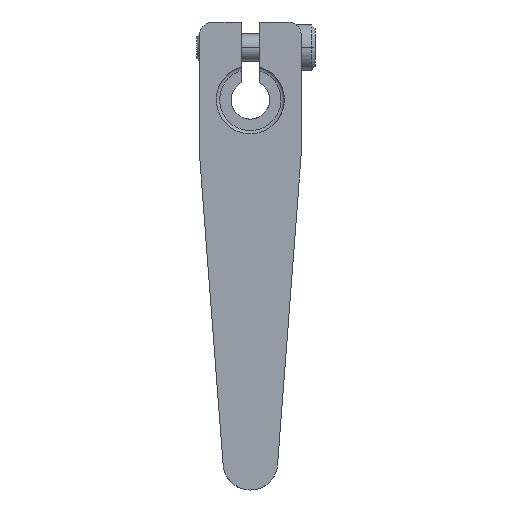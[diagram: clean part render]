
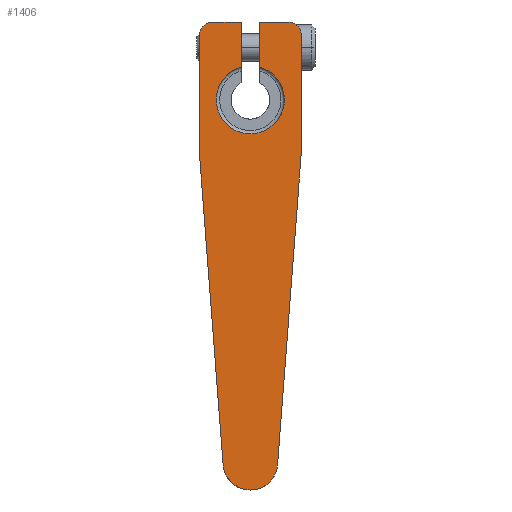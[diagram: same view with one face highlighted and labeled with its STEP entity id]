
A CAD part, front view. The second image highlights one B-rep face of the part: STEP entity #1406.
In plain terms, the highlighted planar face has unit normal (0, -1, 0).
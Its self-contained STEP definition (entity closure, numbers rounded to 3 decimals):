
#114=DIRECTION('',(0.,0.,-1.));
#115=VECTOR('',#114,9.897);
#116=CARTESIAN_POINT('',(2.,0.,17.125));
#117=LINE('',#116,#115);
#122=DIRECTION('',(1.,0.,0.));
#123=VECTOR('',#122,6.25);
#124=CARTESIAN_POINT('',(2.,0.,17.125));
#125=LINE('',#124,#123);
#129=CARTESIAN_POINT('',(8.25,0.,14.125));
#130=DIRECTION('',(0.,-1.,0.));
#131=DIRECTION('',(1.,0.,0.));
#132=AXIS2_PLACEMENT_3D('',#129,#130,#131);
#137=DIRECTION('',(0.,0.,-1.));
#138=VECTOR('',#137,25.375);
#139=CARTESIAN_POINT('',(11.25,0.,14.125));
#140=LINE('',#139,#138);
#144=DIRECTION('',(-0.076,0.,-0.997));
#145=VECTOR('',#144,69.271);
#146=CARTESIAN_POINT('',(11.25,0.,-11.25));
#147=LINE('',#146,#145);
#151=CARTESIAN_POINT('',(0.,0.,-79.865));
#152=DIRECTION('',(0.,1.,0.));
#153=DIRECTION('',(0.997,0.,-0.076));
#154=AXIS2_PLACEMENT_3D('',#151,#152,#153);
#159=DIRECTION('',(-0.076,0.,0.997));
#160=VECTOR('',#159,69.271);
#161=CARTESIAN_POINT('',(-5.993,0.,-80.321));
#162=LINE('',#161,#160);
#166=DIRECTION('',(0.,0.,1.));
#167=VECTOR('',#166,25.375);
#168=CARTESIAN_POINT('',(-11.25,0.,-11.25));
#169=LINE('',#168,#167);
#173=CARTESIAN_POINT('',(-8.25,0.,14.125));
#174=DIRECTION('',(0.,-1.,0.));
#175=DIRECTION('',(0.,0.,1.));
#176=AXIS2_PLACEMENT_3D('',#173,#174,#175);
#181=DIRECTION('',(1.,0.,0.));
#182=VECTOR('',#181,6.25);
#183=CARTESIAN_POINT('',(-8.25,0.,17.125));
#184=LINE('',#183,#182);
#188=DIRECTION('',(0.,0.,-1.));
#189=VECTOR('',#188,9.897);
#190=CARTESIAN_POINT('',(-2.,0.,17.125));
#191=LINE('',#190,#189);
#960=CARTESIAN_POINT('',(0.,0.,0.));
#961=DIRECTION('',(0.,1.,0.));
#962=DIRECTION('',(0.267,0.,0.964));
#963=AXIS2_PLACEMENT_3D('',#960,#961,#962);
#1210=CARTESIAN_POINT('',(11.25,0.,14.125));
#1211=CARTESIAN_POINT('',(8.25,0.,17.125));
#1212=VERTEX_POINT('',#1210);
#1213=VERTEX_POINT('',#1211);
#1214=CARTESIAN_POINT('',(-8.25,0.,17.125));
#1215=CARTESIAN_POINT('',(-11.25,0.,14.125));
#1216=VERTEX_POINT('',#1214);
#1217=VERTEX_POINT('',#1215);
#1218=CARTESIAN_POINT('',(11.25,0.,-11.25));
#1219=VERTEX_POINT('',#1218);
#1220=CARTESIAN_POINT('',(-11.25,0.,-11.25));
#1221=VERTEX_POINT('',#1220);
#1272=CARTESIAN_POINT('',(5.993,0.,-80.321));
#1273=VERTEX_POINT('',#1272);
#1274=CARTESIAN_POINT('',(-5.993,0.,-80.321));
#1275=VERTEX_POINT('',#1274);
#1279=CARTESIAN_POINT('',(2.,0.,17.125));
#1280=CARTESIAN_POINT('',(2.,0.,7.228));
#1281=VERTEX_POINT('',#1279);
#1282=VERTEX_POINT('',#1280);
#1283=CARTESIAN_POINT('',(-2.,0.,17.125));
#1284=CARTESIAN_POINT('',(-2.,0.,7.228));
#1285=VERTEX_POINT('',#1283);
#1286=VERTEX_POINT('',#1284);
#1375=CARTESIAN_POINT('',(0.,0.,0.));
#1376=DIRECTION('',(0.,1.,0.));
#1377=DIRECTION('',(0.,0.,-1.));
#1378=AXIS2_PLACEMENT_3D('',#1375,#1376,#1377);
#1379=PLANE('',#1378);
#1381=ORIENTED_EDGE('',*,*,#1380,.F.);
#1383=ORIENTED_EDGE('',*,*,#1382,.T.);
#1385=ORIENTED_EDGE('',*,*,#1384,.F.);
#1387=ORIENTED_EDGE('',*,*,#1386,.T.);
#1389=ORIENTED_EDGE('',*,*,#1388,.T.);
#1391=ORIENTED_EDGE('',*,*,#1390,.T.);
#1393=ORIENTED_EDGE('',*,*,#1392,.T.);
#1395=ORIENTED_EDGE('',*,*,#1394,.T.);
#1397=ORIENTED_EDGE('',*,*,#1396,.F.);
#1399=ORIENTED_EDGE('',*,*,#1398,.T.);
#1401=ORIENTED_EDGE('',*,*,#1400,.T.);
#1403=ORIENTED_EDGE('',*,*,#1402,.F.);
#1404=EDGE_LOOP('',(#1381,#1383,#1385,#1387,#1389,#1391,#1393,#1395,#1397,#1399,
#1401,#1403));
#1405=FACE_OUTER_BOUND('',#1404,.F.);
#1406=ADVANCED_FACE('',(#1405),#1379,.F.);
#133=CIRCLE('',#132,3.);
#155=CIRCLE('',#154,6.01);
#177=CIRCLE('',#176,3.);
#964=CIRCLE('',#963,7.5);
#1380=EDGE_CURVE('',#1281,#1282,#117,.T.);
#1382=EDGE_CURVE('',#1281,#1213,#125,.T.);
#1384=EDGE_CURVE('',#1212,#1213,#133,.T.);
#1386=EDGE_CURVE('',#1212,#1219,#140,.T.);
#1388=EDGE_CURVE('',#1219,#1273,#147,.T.);
#1390=EDGE_CURVE('',#1273,#1275,#155,.T.);
#1392=EDGE_CURVE('',#1275,#1221,#162,.T.);
#1394=EDGE_CURVE('',#1221,#1217,#169,.T.);
#1396=EDGE_CURVE('',#1216,#1217,#177,.T.);
#1398=EDGE_CURVE('',#1216,#1285,#184,.T.);
#1400=EDGE_CURVE('',#1285,#1286,#191,.T.);
#1402=EDGE_CURVE('',#1282,#1286,#964,.T.);
